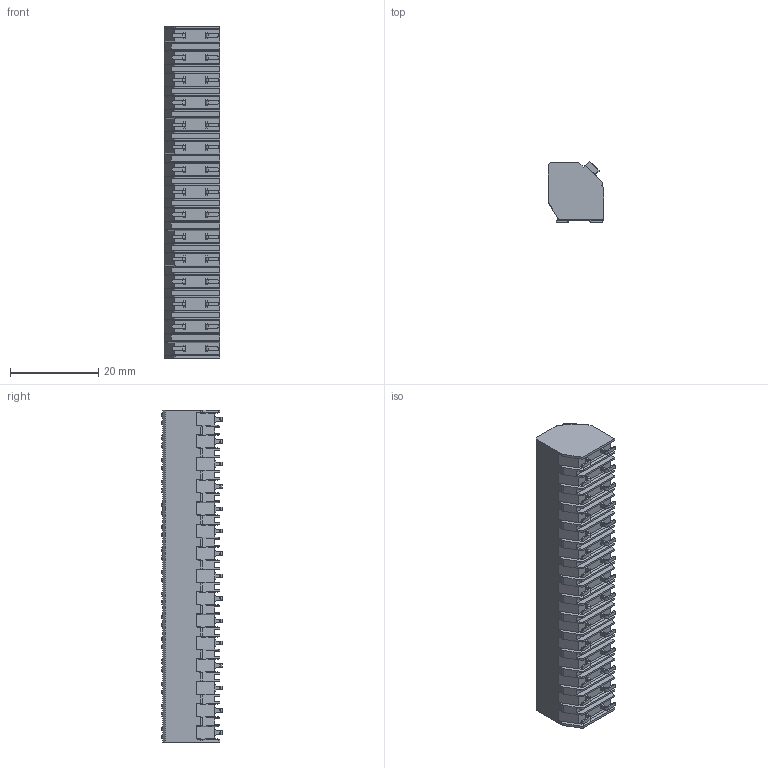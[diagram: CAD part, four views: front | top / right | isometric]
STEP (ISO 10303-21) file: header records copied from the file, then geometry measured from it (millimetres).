
FILE_DESCRIPTION((''),'2;1');
FILE_NAME('TLM-004AS-5_08-XXP-X','2024-09-12T',('sj'),(''),'PRO/ENGINEER BY PARAMETRIC TECHNOLOGY CORPORATION, 2015240','PRO/ENGINEER BY PARAMETRIC TECHNOLOGY CORPORATION, 2015240','');
FILE_SCHEMA(('CONFIG_CONTROL_DESIGN','SHAPE_APPEARANCE_LAYERS_GROUPS'));
Length unit declared in the file: millimetre
Products named in the file (1): TLM-004AS-5_08-XXP-X
Bounding box: 12.7 x 13.82 x 75.32 mm (x, y, z)
Volume: 9855.9 mm3; surface area: 6254.7 mm2
Topology: 1 solids, 1 shells, 1398 faces, 3965 edges, 2614 vertices
Faces by surface type: plane 1126, cylinder 257, cone 15
Entity records: 45089 total; most frequent: CARTESIAN_POINT 8582, ORIENTED_EDGE 7930, DIRECTION 7110, EDGE_CURVE 3965, VECTOR 3256, LINE 3256, VERTEX_POINT 2614, AXIS2_PLACEMENT_3D 1927
